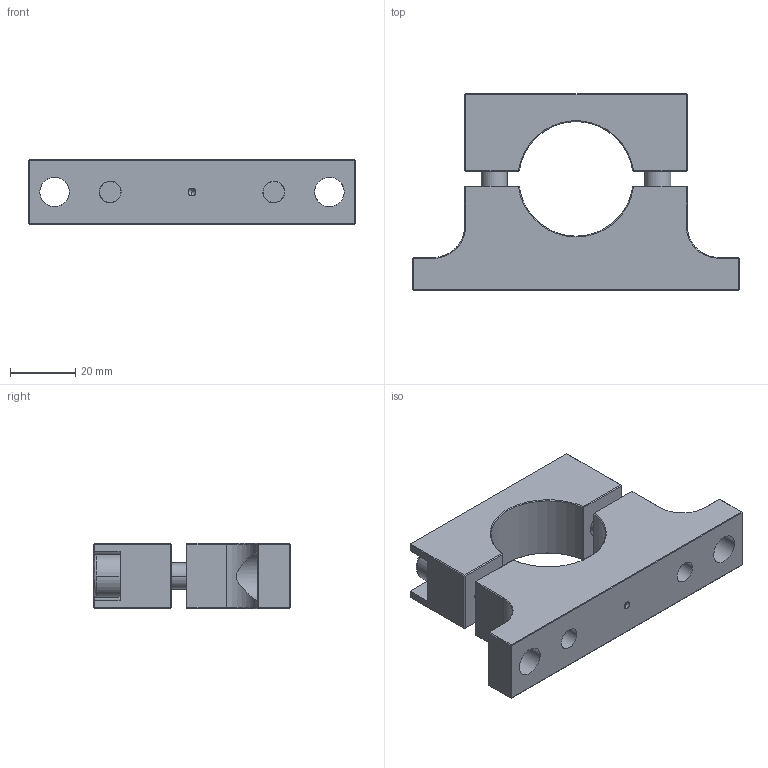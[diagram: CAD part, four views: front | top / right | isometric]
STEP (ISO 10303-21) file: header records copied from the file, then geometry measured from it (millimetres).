
FILE_DESCRIPTION (( 'STEP AP214' ), '1' );
FILE_NAME ('TMSSL-35M.step', '2017-08-09T18:01:47', ( '' ), ( '' ), 'SwSTEP 2.0', 'SolidWorks 2017', '' );
FILE_SCHEMA (( 'AUTOMOTIVE_DESIGN' ));
Length unit declared in the file: inch
Products named in the file (1): TMSSL-35M
Bounding box: 100 x 60 x 20 mm (x, y, z)
Volume: 62052.2 mm3; surface area: 21392.5 mm2
Topology: 4 solids, 4 shells, 179 faces, 401 edges, 229 vertices
Faces by surface type: plane 118, cylinder 32, cone 21, bspline 8
Entity records: 9980 total; most frequent: CARTESIAN_POINT 3821, ORIENTED_EDGE 790, DIRECTION 713, EDGE_CURVE 395, LINE 253, VECTOR 253, AXIS2_PLACEMENT_3D 230, VERTEX_POINT 229
